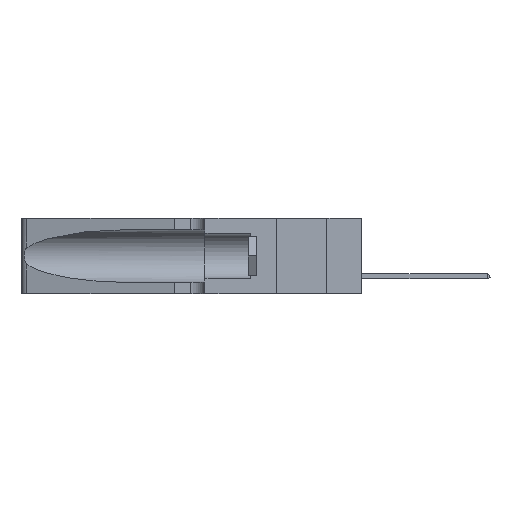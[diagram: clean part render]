
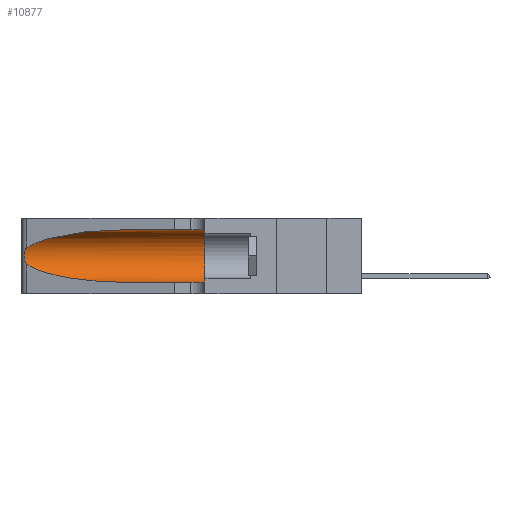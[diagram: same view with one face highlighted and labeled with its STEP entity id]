
A CAD part, left-side view. The second image highlights one B-rep face of the part: STEP entity #10877.
In plain terms, the highlighted cylindrical face has radius 3.308 mm (diameter 6.617 mm), a partial arc.
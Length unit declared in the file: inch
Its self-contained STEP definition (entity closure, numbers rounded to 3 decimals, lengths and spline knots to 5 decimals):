
#608 = DIRECTION ( 'NONE',  ( 0., -1., 0. ) ) ;
#784 = CARTESIAN_POINT ( 'NONE',  ( 0.1305, 0.35, 0.185 ) ) ;
#854 = EDGE_CURVE ( 'NONE', #5469, #34671, #36661, .T. ) ;
#1744 = CIRCLE ( 'NONE', #29297, 0.13025 ) ;
#2645 = CARTESIAN_POINT ( 'NONE',  ( 0.25487, 1.22718, 0.14631 ) ) ;
#3877 = CYLINDRICAL_SURFACE ( 'NONE', #21484, 0.13025 ) ;
#3917 = EDGE_CURVE ( 'NONE', #9509, #28096, #34772, .T. ) ;
#4635 = CARTESIAN_POINT ( 'NONE',  ( 0.2373, 1.15595, 0.28018 ) ) ;
#5469 = VERTEX_POINT ( 'NONE', #2645 ) ;
#6198 = CARTESIAN_POINT ( 'NONE',  ( 0.25639, 1.23186, 0.15144 ) ) ;
#6684 = CARTESIAN_POINT ( 'NONE',  ( 0.25555, 1.22994, 0.2215 ) ) ;
#7014 = ORIENTED_EDGE ( 'NONE', *, *, #3917, .F. ) ;
#7481 = ORIENTED_EDGE ( 'NONE', *, *, #9383, .T. ) ;
#8786 = CARTESIAN_POINT ( 'NONE',  ( 0.25487, 1.22718, 0.22369 ) ) ;
#9383 = EDGE_CURVE ( 'NONE', #15457, #5469, #15785, .T. ) ;
#9509 = VERTEX_POINT ( 'NONE', #21867 ) ;
#10535 = CARTESIAN_POINT ( 'NONE',  ( 0.25854, 1.2359, 0.20912 ) ) ;
#10877 = ADVANCED_FACE ( 'NONE', ( #14642 ), #3877, .F. ) ;
#13095 = CARTESIAN_POINT ( 'NONE',  ( 0.1305, 1.61858, 0.185 ) ) ;
#14130 = EDGE_LOOP ( 'NONE', ( #37729, #7481, #37745, #45449, #47248, #7014 ) ) ;
#14642 = FACE_OUTER_BOUND ( 'NONE', #14130, .T. ) ;
#14707 = CARTESIAN_POINT ( 'NONE',  ( 0.18966, 0.96281, 0.05475 ) ) ;
#15457 = VERTEX_POINT ( 'NONE', #20964 ) ;
#15491 = LINE ( 'NONE', #44671, #41248 ) ;
#15555 = EDGE_CURVE ( 'NONE', #28096, #45248, #1744, .T. ) ;
#15785 = B_SPLINE_CURVE_WITH_KNOTS ( 'NONE', 3,
 ( #17870, #6684, #21384, #25870, #10535, #18214, #33502, #40767, #44734, #17542, #44898, #6198, #32849, #17702 ),
 .UNSPECIFIED., .F., .F.,
 ( 4, 2, 2, 2, 2, 2, 4 ),
 ( 0., 0.00027, 0.00053, 0.00107, 0.0016, 0.00187, 0.00214 ),
 .UNSPECIFIED. ) ;
#17542 = CARTESIAN_POINT ( 'NONE',  ( 0.25856, 1.23593, 0.16098 ) ) ;
#17702 = CARTESIAN_POINT ( 'NONE',  ( 0.25487, 1.22718, 0.14631 ) ) ;
#17870 = CARTESIAN_POINT ( 'NONE',  ( 0.25487, 1.22718, 0.22369 ) ) ;
#18214 = CARTESIAN_POINT ( 'NONE',  ( 0.26018, 1.23835, 0.19895 ) ) ;
#20964 = CARTESIAN_POINT ( 'NONE',  ( 0.25487, 1.22718, 0.22369 ) ) ;
#21384 = CARTESIAN_POINT ( 'NONE',  ( 0.25639, 1.23184, 0.21858 ) ) ;
#21484 = AXIS2_PLACEMENT_3D ( 'NONE', #13095, #46918, #27892 ) ;
#21867 = CARTESIAN_POINT ( 'NONE',  ( 0.1305, 0.72297, 0.31525 ) ) ;
#23474 = DIRECTION ( 'NONE',  ( 0., 1., 0. ) ) ;
#24995 = EDGE_CURVE ( 'NONE', #34671, #45248, #15491, .T. ) ;
#25389 = CARTESIAN_POINT ( 'NONE',  ( 0.1305, 1.61858, 0.31525 ) ) ;
#25870 = CARTESIAN_POINT ( 'NONE',  ( 0.25787, 1.23484, 0.2124 ) ) ;
#26050 = CARTESIAN_POINT ( 'NONE',  ( 0.2373, 1.15595, 0.08982 ) ) ;
#27892 = DIRECTION ( 'NONE',  ( 0., 0., -1. ) ) ;
#28096 = VERTEX_POINT ( 'NONE', #44193 ) ;
#29297 = AXIS2_PLACEMENT_3D ( 'NONE', #784, #23474, #34978 ) ;
#29899 =( BOUNDED_CURVE ( )  B_SPLINE_CURVE ( 3, ( #35328, #39030, #4635, #8786 ),
 .UNSPECIFIED., .F., .T. ) 
 B_SPLINE_CURVE_WITH_KNOTS ( ( 4, 4 ),
 ( 1.5708, 2.84003 ),
 .UNSPECIFIED. ) 
 CURVE ( )  GEOMETRIC_REPRESENTATION_ITEM ( )  RATIONAL_B_SPLINE_CURVE ( ( 1., 0.87, 0.87, 1. ) ) 
 REPRESENTATION_ITEM ( '' )  );
#30316 = CARTESIAN_POINT ( 'NONE',  ( 0.1305, 0.35, 0.05475 ) ) ;
#32405 = VECTOR ( 'NONE', #608, 39.37008 ) ;
#32849 = CARTESIAN_POINT ( 'NONE',  ( 0.25555, 1.22993, 0.14849 ) ) ;
#33502 = CARTESIAN_POINT ( 'NONE',  ( 0.26075, 1.23896, 0.19203 ) ) ;
#33981 = CARTESIAN_POINT ( 'NONE',  ( 0.1305, 0.72297, 0.05475 ) ) ;
#34671 = VERTEX_POINT ( 'NONE', #33981 ) ;
#34772 = LINE ( 'NONE', #25389, #32405 ) ;
#34978 = DIRECTION ( 'NONE',  ( 0., 0., 1. ) ) ;
#35328 = CARTESIAN_POINT ( 'NONE',  ( 0.1305, 0.72297, 0.31525 ) ) ;
#36661 =( BOUNDED_CURVE ( )  B_SPLINE_CURVE ( 3, ( #48903, #26050, #14707, #41427 ),
 .UNSPECIFIED., .F., .F. ) 
 B_SPLINE_CURVE_WITH_KNOTS ( ( 4, 4 ),
 ( 3.44316, 4.71239 ),
 .UNSPECIFIED. ) 
 CURVE ( )  GEOMETRIC_REPRESENTATION_ITEM ( )  RATIONAL_B_SPLINE_CURVE ( ( 1., 0.87, 0.87, 1. ) ) 
 REPRESENTATION_ITEM ( '' )  );
#37729 = ORIENTED_EDGE ( 'NONE', *, *, #44822, .T. ) ;
#37745 = ORIENTED_EDGE ( 'NONE', *, *, #854, .T. ) ;
#39030 = CARTESIAN_POINT ( 'NONE',  ( 0.18966, 0.96281, 0.31525 ) ) ;
#40767 = CARTESIAN_POINT ( 'NONE',  ( 0.26075, 1.23896, 0.178 ) ) ;
#41042 = DIRECTION ( 'NONE',  ( 0., -1., 0. ) ) ;
#41248 = VECTOR ( 'NONE', #41042, 39.37008 ) ;
#41427 = CARTESIAN_POINT ( 'NONE',  ( 0.1305, 0.72297, 0.05475 ) ) ;
#44193 = CARTESIAN_POINT ( 'NONE',  ( 0.1305, 0.35, 0.31525 ) ) ;
#44671 = CARTESIAN_POINT ( 'NONE',  ( 0.1305, 1.61858, 0.05475 ) ) ;
#44734 = CARTESIAN_POINT ( 'NONE',  ( 0.26017, 1.23833, 0.17102 ) ) ;
#44822 = EDGE_CURVE ( 'NONE', #9509, #15457, #29899, .T. ) ;
#44898 = CARTESIAN_POINT ( 'NONE',  ( 0.25789, 1.23486, 0.15765 ) ) ;
#45248 = VERTEX_POINT ( 'NONE', #30316 ) ;
#45449 = ORIENTED_EDGE ( 'NONE', *, *, #24995, .T. ) ;
#46918 = DIRECTION ( 'NONE',  ( 0., -1., 0. ) ) ;
#47248 = ORIENTED_EDGE ( 'NONE', *, *, #15555, .F. ) ;
#48903 = CARTESIAN_POINT ( 'NONE',  ( 0.25487, 1.22718, 0.14631 ) ) ;
